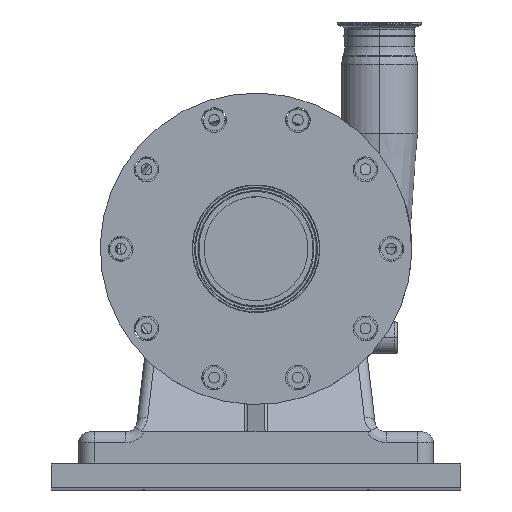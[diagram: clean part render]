
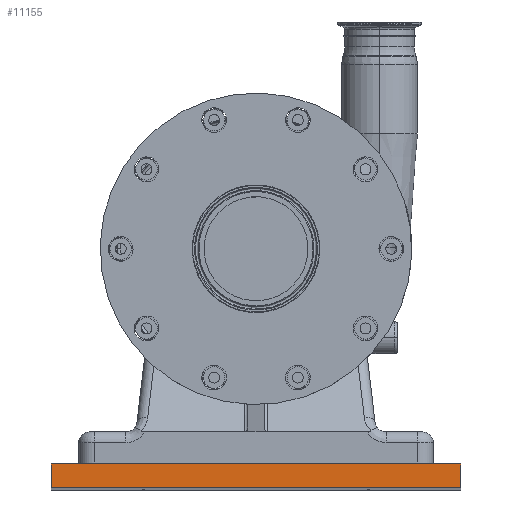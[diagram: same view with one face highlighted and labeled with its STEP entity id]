
A CAD part, top view. The second image highlights one B-rep face of the part: STEP entity #11155.
In plain terms, the highlighted planar face has unit normal (0, 0, 1).
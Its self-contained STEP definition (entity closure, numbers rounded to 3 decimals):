
#94 = VERTEX_POINT ( 'NONE', #17603 ) ;
#665 = DIRECTION ( 'NONE',  ( 0., -1., 0. ) ) ;
#828 = CARTESIAN_POINT ( 'NONE',  ( -190.5, 22.225, 571.5 ) ) ;
#1376 = DIRECTION ( 'NONE',  ( 0., -1., 0. ) ) ;
#1507 = CARTESIAN_POINT ( 'NONE',  ( 190.5, 22.225, 571.5 ) ) ;
#1839 = ORIENTED_EDGE ( 'NONE', *, *, #13501, .T. ) ;
#2181 = VECTOR ( 'NONE', #3906, 1000. ) ;
#2399 = EDGE_CURVE ( 'NONE', #17023, #94, #18326, .T. ) ;
#2551 = AXIS2_PLACEMENT_3D ( 'NONE', #1507, #12146, #19911 ) ;
#3906 = DIRECTION ( 'NONE',  ( 1., 0., 0. ) ) ;
#6395 = CARTESIAN_POINT ( 'NONE',  ( 190.5, 0., 571.5 ) ) ;
#6509 = EDGE_CURVE ( 'NONE', #22880, #23382, #7683, .T. ) ;
#6737 = EDGE_LOOP ( 'NONE', ( #15728, #16922, #13771, #1839 ) ) ;
#7683 = LINE ( 'NONE', #10345, #9092 ) ;
#8390 = CARTESIAN_POINT ( 'NONE',  ( -190.5, 0., 571.5 ) ) ;
#9092 = VECTOR ( 'NONE', #20674, 1000. ) ;
#10227 = CARTESIAN_POINT ( 'NONE',  ( 190.5, 22.225, 571.5 ) ) ;
#10345 = CARTESIAN_POINT ( 'NONE',  ( 190.5, 0., 571.5 ) ) ;
#11155 = ADVANCED_FACE ( 'NONE', ( #15692 ), #27288, .F. ) ;
#12146 = DIRECTION ( 'NONE',  ( 0., 0., -1. ) ) ;
#13501 = EDGE_CURVE ( 'NONE', #17023, #22880, #15935, .T. ) ;
#13771 = ORIENTED_EDGE ( 'NONE', *, *, #2399, .F. ) ;
#14858 = CARTESIAN_POINT ( 'NONE',  ( -190.5, 22.225, 571.5 ) ) ;
#15692 = FACE_OUTER_BOUND ( 'NONE', #6737, .T. ) ;
#15728 = ORIENTED_EDGE ( 'NONE', *, *, #6509, .T. ) ;
#15935 = LINE ( 'NONE', #828, #22803 ) ;
#16922 = ORIENTED_EDGE ( 'NONE', *, *, #24594, .F. ) ;
#17023 = VERTEX_POINT ( 'NONE', #14858 ) ;
#17603 = CARTESIAN_POINT ( 'NONE',  ( 190.5, 22.225, 571.5 ) ) ;
#18326 = LINE ( 'NONE', #10227, #2181 ) ;
#19849 = LINE ( 'NONE', #19989, #22946 ) ;
#19911 = DIRECTION ( 'NONE',  ( -1., 0., 0. ) ) ;
#19989 = CARTESIAN_POINT ( 'NONE',  ( 190.5, 22.225, 571.5 ) ) ;
#20674 = DIRECTION ( 'NONE',  ( 1., 0., 0. ) ) ;
#22803 = VECTOR ( 'NONE', #1376, 1000. ) ;
#22880 = VERTEX_POINT ( 'NONE', #8390 ) ;
#22946 = VECTOR ( 'NONE', #665, 1000. ) ;
#23382 = VERTEX_POINT ( 'NONE', #6395 ) ;
#24594 = EDGE_CURVE ( 'NONE', #94, #23382, #19849, .T. ) ;
#27288 = PLANE ( 'NONE',  #2551 ) ;
